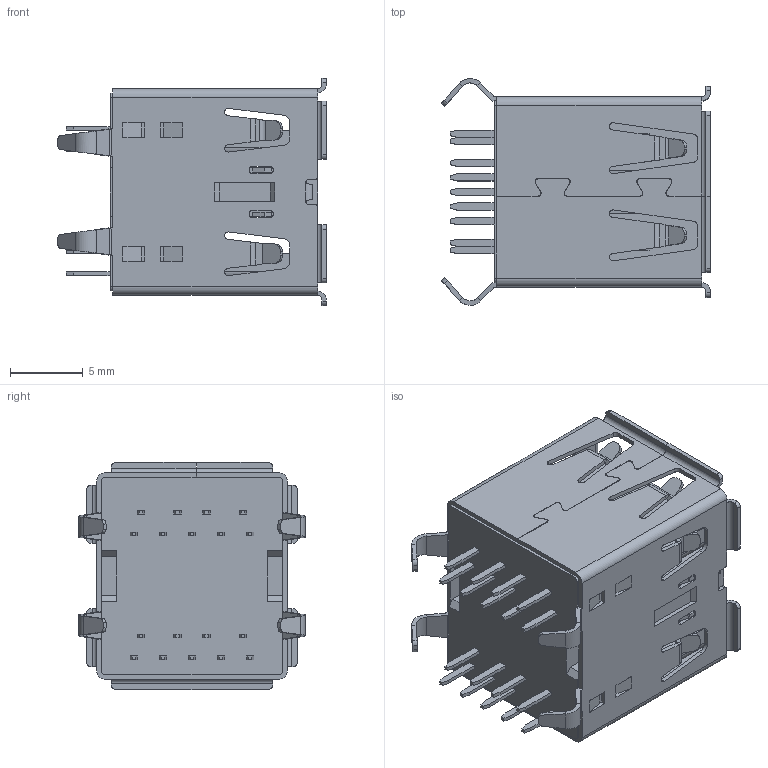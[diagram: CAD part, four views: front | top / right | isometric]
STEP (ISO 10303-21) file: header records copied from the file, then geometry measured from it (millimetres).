
FILE_DESCRIPTION((''),'2;1');
FILE_NAME('484090003','2019-06-19T',('gga'),(''),'PRO/ENGINEER BY PARAMETRIC TECHNOLOGY CORPORATION, 2016010','PRO/ENGINEER BY PARAMETRIC TECHNOLOGY CORPORATION, 2016010','');
FILE_SCHEMA(('CONFIG_CONTROL_DESIGN'));
Length unit declared in the file: millimetre
Products named in the file (1): 484090003
Bounding box: 18.48 x 15.6 x 15.62 mm (x, y, z)
Volume: 1828.2 mm3; surface area: 2656.3 mm2
Topology: 1 solids, 1 shells, 826 faces, 2296 edges, 1480 vertices
Faces by surface type: plane 572, cylinder 214, bspline 40
Entity records: 27825 total; most frequent: CARTESIAN_POINT 6650, ORIENTED_EDGE 4504, DIRECTION 4120, EDGE_CURVE 2252, VECTOR 1804, LINE 1804, VERTEX_POINT 1436, AXIS2_PLACEMENT_3D 1158
